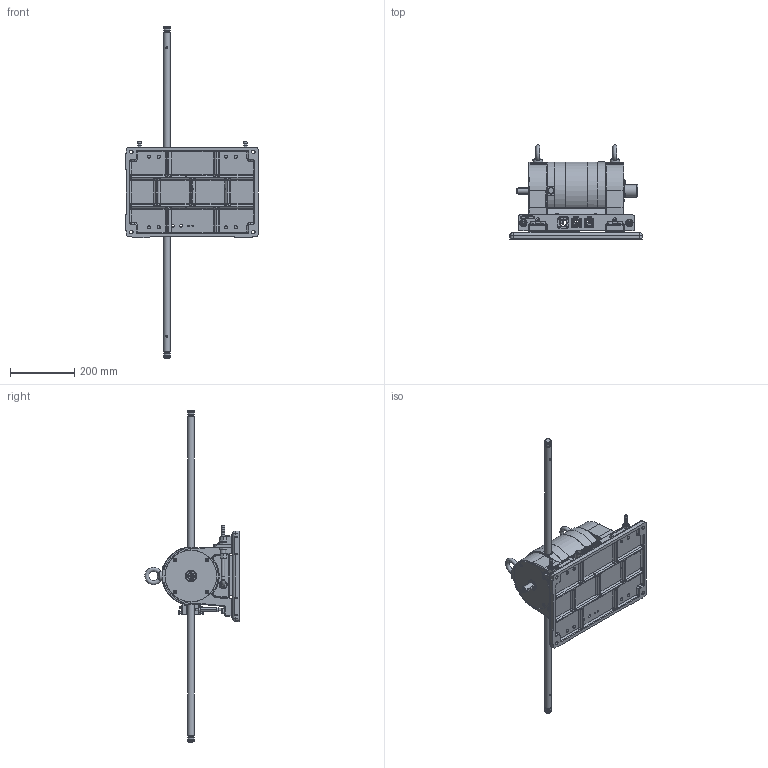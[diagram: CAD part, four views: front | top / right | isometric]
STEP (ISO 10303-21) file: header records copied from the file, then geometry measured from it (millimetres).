
FILE_DESCRIPTION (( 'STEP AP203' ), '1' );
FILE_NAME ('312-201-000-051_EF_2WB65.STEP', '2014-07-30T09:29:37', ( 'ajoy' ), ( 'Microsoft' ), 'SwSTEP 2.0', 'SolidWorks 2014', '' );
FILE_SCHEMA (( 'CONFIG_CONTROL_DESIGN' ));
Length unit declared in the file: millimetre
Products named in the file (1): 312-201-000-051_EF_2WB65
Bounding box: 412 x 293.48 x 1034 mm (x, y, z)
Surface area: 890564.4 mm2 (no closed solid volume)
Topology: 0 solids, 216 shells, 1301 faces, 6683 edges, 5432 vertices
Faces by surface type: plane 584, cylinder 393, torus 119, cone 118, sphere 69, bspline 18
Full cylindrical faces by diameter (mm): 1.5 x8, 1.7 x2, 2.5 x2, 3.3 x4, 4.2 x2, 5.3 x1, 5.5 x16, 6 x4, 6.5 x2, 7 x6, 8 x2, 8.5 x5, 9.7 x2, 10 x32, 10.4 x7, 10.5 x1, 11 x13, 11.5 x8, 12 x6, 12.5 x2, 16 x12, 18 x7, 20 x7, 24.5 x2, 25 x3, 30 x2, 35 x1, 38 x1, 68 x1, 161 x2
Entity records: 74558 total; most frequent: CARTESIAN_POINT 27344, DIRECTION 8481, ORIENTED_EDGE 8202, EDGE_CURVE 6262, VERTEX_POINT 5342, LINE 3131, VECTOR 3131, AXIS2_PLACEMENT_3D 2675
